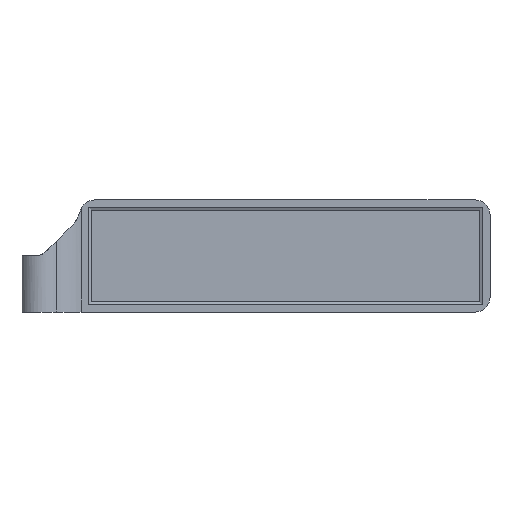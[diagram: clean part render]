
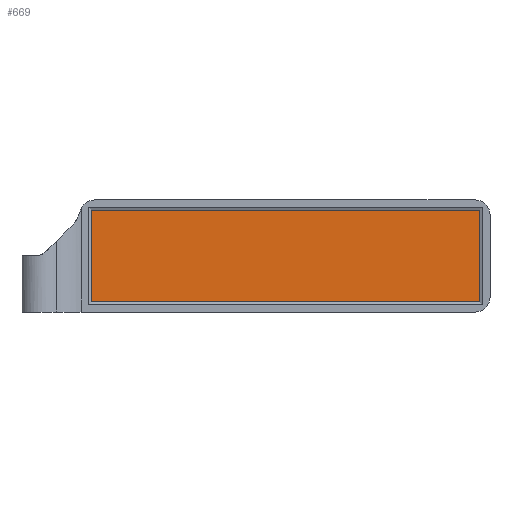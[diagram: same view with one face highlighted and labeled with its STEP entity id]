
A CAD part, top view. The second image highlights one B-rep face of the part: STEP entity #669.
In plain terms, the highlighted planar face has unit normal (0, 0, 1).
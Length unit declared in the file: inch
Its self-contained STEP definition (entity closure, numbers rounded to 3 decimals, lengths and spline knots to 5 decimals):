
#81=DIRECTION('',(1.,0.,0.));
#82=VECTOR('',#81,2.59542);
#83=CARTESIAN_POINT('',(0.33458,0.68,0.04));
#84=LINE('',#83,#82);
#85=DIRECTION('',(0.,-1.,0.));
#86=VECTOR('',#85,0.61);
#87=CARTESIAN_POINT('',(2.93,0.68,0.04));
#88=LINE('',#87,#86);
#89=DIRECTION('',(-1.,0.,0.));
#90=VECTOR('',#89,2.59542);
#91=CARTESIAN_POINT('',(2.93,0.07,0.04));
#92=LINE('',#91,#90);
#93=DIRECTION('',(0.,1.,0.));
#94=VECTOR('',#93,0.61);
#95=CARTESIAN_POINT('',(0.33458,0.07,0.04));
#96=LINE('',#95,#94);
#479=CARTESIAN_POINT('',(0.33458,0.68,0.04));
#480=CARTESIAN_POINT('',(2.93,0.68,0.04));
#481=VERTEX_POINT('',#479);
#482=VERTEX_POINT('',#480);
#497=CARTESIAN_POINT('',(0.33458,0.07,0.04));
#498=VERTEX_POINT('',#497);
#499=CARTESIAN_POINT('',(2.93,0.07,0.04));
#500=VERTEX_POINT('',#499);
#655=CARTESIAN_POINT('',(0.,0.,0.04));
#656=DIRECTION('',(0.,0.,1.));
#657=DIRECTION('',(1.,0.,0.));
#658=AXIS2_PLACEMENT_3D('',#655,#656,#657);
#659=PLANE('',#658);
#660=ORIENTED_EDGE('',*,*,#645,.T.);
#662=ORIENTED_EDGE('',*,*,#661,.T.);
#664=ORIENTED_EDGE('',*,*,#663,.T.);
#666=ORIENTED_EDGE('',*,*,#665,.T.);
#667=EDGE_LOOP('',(#660,#662,#664,#666));
#668=FACE_OUTER_BOUND('',#667,.F.);
#669=ADVANCED_FACE('',(#668),#659,.T.);
#645=EDGE_CURVE('',#481,#482,#84,.T.);
#661=EDGE_CURVE('',#482,#500,#88,.T.);
#663=EDGE_CURVE('',#500,#498,#92,.T.);
#665=EDGE_CURVE('',#498,#481,#96,.T.);
